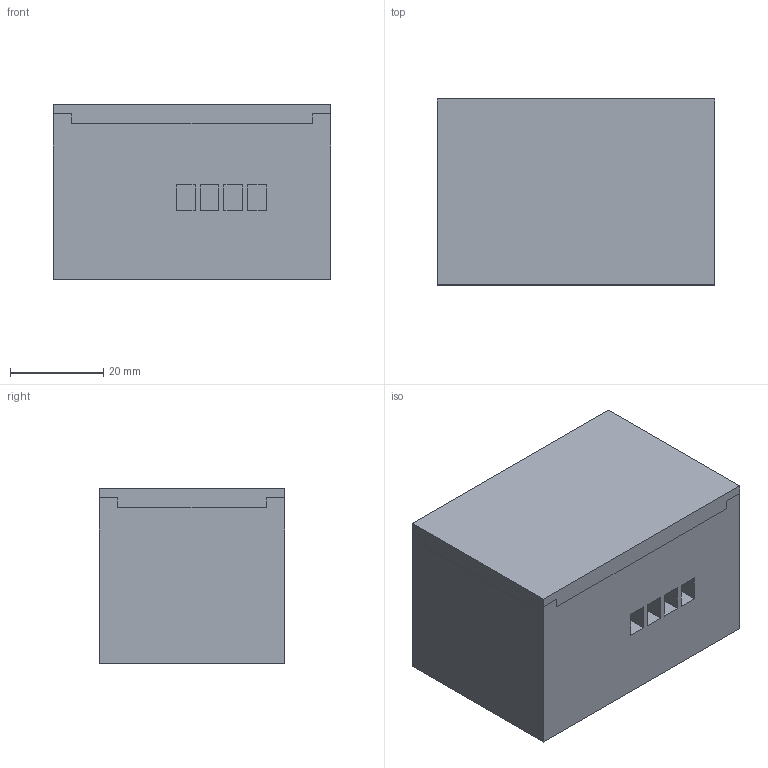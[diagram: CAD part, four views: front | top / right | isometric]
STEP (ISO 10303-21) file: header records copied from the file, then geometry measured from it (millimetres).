
FILE_DESCRIPTION(/* description */ (''),/* implementation_level */ '2;1');
FILE_NAME(/* name */ 'PCB Case.step',/* time_stamp */ '2021-08-23T23:10:22+01:00',/* author */ (''),/* organization */ (''),/* preprocessor_version */ 'ST-DEVELOPER v18.1',/* originating_system */ 'Autodesk Translation Framework v10.9.0.1377',/* authorisation */ '');
FILE_SCHEMA (('AUTOMOTIVE_DESIGN { 1 0 10303 214 3 1 1 }'));
Length unit declared in the file: millimetre
Products named in the file (8): PCB Case; Case; Walls; Cantilevers; Body; Top plate; Threaded Insert - M2x5x3.5; cylinder head hex screw
Assembly tree (13 placements, depth 4):
  PCB Case
    Case
      Walls
        Cantilevers
      Body
      Top plate
    Threaded Insert - M2x5x3.5  x4
    cylinder head hex screw  x4
Bounding box: 59.42 x 39.73 x 37.42 mm (x, y, z)
Volume: 40267.2 mm3; surface area: 23435.3 mm2
Topology: 10 solids, 90 shells, 1565 faces, 4019 edges, 2638 vertices
Faces by surface type: plane 692, cylinder 661, bspline 164, cone 40, torus 8
Full cylindrical faces by diameter (mm): 1.933 x4, 2.86 x4, 3.2 x4, 3.8 x4, 5.2 x4, 9 x1
Entity records: 15602 total; most frequent: CARTESIAN_POINT 4312, ORIENTED_EDGE 2250, DIRECTION 2242, EDGE_CURVE 1125, AXIS2_PLACEMENT_3D 788, VERTEX_POINT 740, LINE 666, VECTOR 666
